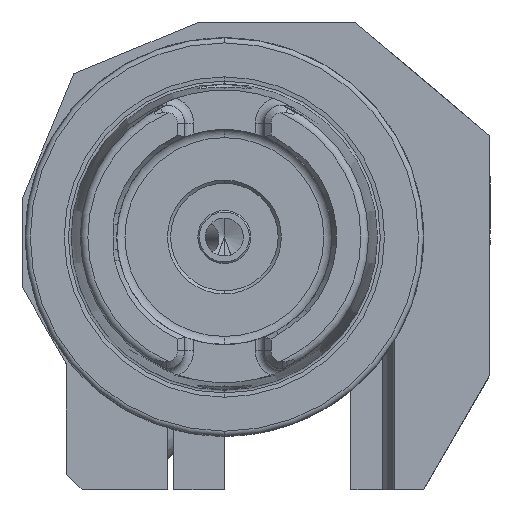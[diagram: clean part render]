
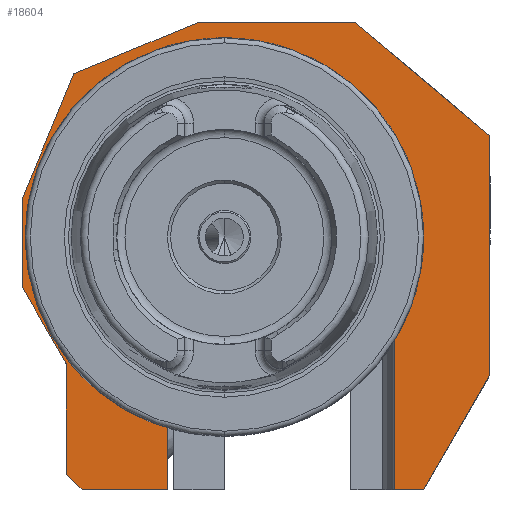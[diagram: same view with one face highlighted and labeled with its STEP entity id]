
A CAD part, left-side view. The second image highlights one B-rep face of the part: STEP entity #18604.
In plain terms, the highlighted planar face has unit normal (-1, 0, 0).
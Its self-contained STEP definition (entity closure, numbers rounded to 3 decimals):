
#287 = VERTEX_POINT ( 'NONE', #593 ) ;
#306 = EDGE_CURVE ( 'NONE', #1597, #12662, #18064, .T. ) ;
#593 = CARTESIAN_POINT ( 'NONE',  ( 8.5, 30., 0. ) ) ;
#1138 = AXIS2_PLACEMENT_3D ( 'NONE', #11038, #2628, #18994 ) ;
#1597 = VERTEX_POINT ( 'NONE', #33143 ) ;
#1740 = VERTEX_POINT ( 'NONE', #20676 ) ;
#1881 = CARTESIAN_POINT ( 'NONE',  ( 8.5, 4., 34. ) ) ;
#2007 = EDGE_CURVE ( 'NONE', #287, #2219, #11546, .T. ) ;
#2219 = VERTEX_POINT ( 'NONE', #19923 ) ;
#2628 = DIRECTION ( 'NONE',  ( -1., 0., 0. ) ) ;
#2758 = VECTOR ( 'NONE', #21788, 1000. ) ;
#2999 = VECTOR ( 'NONE', #12319, 1000. ) ;
#3027 = VERTEX_POINT ( 'NONE', #12295 ) ;
#3103 = DIRECTION ( 'NONE',  ( 0., 0., 1. ) ) ;
#3346 = ORIENTED_EDGE ( 'NONE', *, *, #2007, .F. ) ;
#3644 = ORIENTED_EDGE ( 'NONE', *, *, #21843, .F. ) ;
#4448 = ORIENTED_EDGE ( 'NONE', *, *, #25500, .F. ) ;
#4816 = VERTEX_POINT ( 'NONE', #20355 ) ;
#4819 = VECTOR ( 'NONE', #15452, 1000. ) ;
#4890 = EDGE_CURVE ( 'NONE', #3027, #24413, #32668, .T. ) ;
#5103 = AXIS2_PLACEMENT_3D ( 'NONE', #11426, #11305, #17016 ) ;
#5105 = VECTOR ( 'NONE', #26865, 1000. ) ;
#5154 = CARTESIAN_POINT ( 'NONE',  ( 8.5, 9., -15. ) ) ;
#5540 = VERTEX_POINT ( 'NONE', #30716 ) ;
#5591 = FACE_OUTER_BOUND ( 'NONE', #17863, .T. ) ;
#5725 = LINE ( 'NONE', #16457, #2758 ) ;
#5756 = CIRCLE ( 'NONE', #8492, 30. ) ;
#5820 = ORIENTED_EDGE ( 'NONE', *, *, #19930, .F. ) ;
#6266 = LINE ( 'NONE', #33948, #19431 ) ;
#7036 = CARTESIAN_POINT ( 'NONE',  ( 8.5, -26.826, -13.43 ) ) ;
#7214 = CARTESIAN_POINT ( 'NONE',  ( 8.5, -42., -21.813 ) ) ;
#7444 = CARTESIAN_POINT ( 'NONE',  ( 8.5, -31.5, -40. ) ) ;
#7687 = EDGE_CURVE ( 'NONE', #9391, #10500, #6266, .T. ) ;
#8460 = CARTESIAN_POINT ( 'NONE',  ( 8.5, -0.924, 34. ) ) ;
#8492 = AXIS2_PLACEMENT_3D ( 'NONE', #19617, #22367, #14315 ) ;
#8539 = EDGE_CURVE ( 'NONE', #4816, #10894, #11321, .T. ) ;
#8871 = DIRECTION ( 'NONE',  ( 0., 0.5, 0.866 ) ) ;
#9167 = DIRECTION ( 'NONE',  ( -1., 0., 0. ) ) ;
#9391 = VERTEX_POINT ( 'NONE', #26508 ) ;
#9590 = CARTESIAN_POINT ( 'NONE',  ( 8.5, 22.5, -40. ) ) ;
#9983 = EDGE_CURVE ( 'NONE', #12241, #23579, #29413, .T. ) ;
#10500 = VERTEX_POINT ( 'NONE', #1881 ) ;
#10568 = VECTOR ( 'NONE', #11823, 1000. ) ;
#10574 = DIRECTION ( 'NONE',  ( 0., 0., -1. ) ) ;
#10894 = VERTEX_POINT ( 'NONE', #7036 ) ;
#11038 = CARTESIAN_POINT ( 'NONE',  ( 8.5, 0., 0. ) ) ;
#11305 = DIRECTION ( 'NONE',  ( -1., 0., 0. ) ) ;
#11321 = LINE ( 'NONE', #19337, #20241 ) ;
#11383 = CARTESIAN_POINT ( 'NONE',  ( 8.5, 32., -7.876 ) ) ;
#11386 = ORIENTED_EDGE ( 'NONE', *, *, #16758, .F. ) ;
#11399 = CARTESIAN_POINT ( 'NONE',  ( 8.5, 9., -40. ) ) ;
#11426 = CARTESIAN_POINT ( 'NONE',  ( 8.5, 25.8, -20.214 ) ) ;
#11546 = CIRCLE ( 'NONE', #1138, 30. ) ;
#11823 = DIRECTION ( 'NONE',  ( 0., -0.766, -0.643 ) ) ;
#12241 = VERTEX_POINT ( 'NONE', #18606 ) ;
#12295 = CARTESIAN_POINT ( 'NONE',  ( 8.5, -20.548, 34. ) ) ;
#12319 = DIRECTION ( 'NONE',  ( 0., 0., 1. ) ) ;
#12528 = DIRECTION ( 'NONE',  ( 0., 0., 1. ) ) ;
#12662 = VERTEX_POINT ( 'NONE', #28897 ) ;
#12806 = DIRECTION ( 'NONE',  ( 0., -0.383, 0.924 ) ) ;
#12896 = CARTESIAN_POINT ( 'NONE',  ( 8.5, 0., 0. ) ) ;
#13612 = EDGE_CURVE ( 'NONE', #24413, #12241, #32703, .T. ) ;
#13655 = ORIENTED_EDGE ( 'NONE', *, *, #32711, .F. ) ;
#13917 = VERTEX_POINT ( 'NONE', #11399 ) ;
#14315 = DIRECTION ( 'NONE',  ( 0., -1., 0. ) ) ;
#14457 = AXIS2_PLACEMENT_3D ( 'NONE', #12896, #15619, #15260 ) ;
#14793 = CARTESIAN_POINT ( 'NONE',  ( 8.5, 25., -20.214 ) ) ;
#15103 = VECTOR ( 'NONE', #8871, 1000. ) ;
#15260 = DIRECTION ( 'NONE',  ( 0., -1., 0. ) ) ;
#15376 = CARTESIAN_POINT ( 'NONE',  ( 8.5, 25., -37.5 ) ) ;
#15432 = ORIENTED_EDGE ( 'NONE', *, *, #9983, .F. ) ;
#15452 = DIRECTION ( 'NONE',  ( 0., 0.5, -0.866 ) ) ;
#15547 = ORIENTED_EDGE ( 'NONE', *, *, #16235, .F. ) ;
#15619 = DIRECTION ( 'NONE',  ( -1., 0., 0. ) ) ;
#16235 = EDGE_CURVE ( 'NONE', #32362, #287, #5756, .T. ) ;
#16254 = EDGE_CURVE ( 'NONE', #10500, #3027, #29967, .T. ) ;
#16457 = CARTESIAN_POINT ( 'NONE',  ( 8.5, -31.5, -40. ) ) ;
#16758 = EDGE_CURVE ( 'NONE', #23579, #4816, #5725, .T. ) ;
#17016 = DIRECTION ( 'NONE',  ( 0., -1., 0. ) ) ;
#17074 = EDGE_CURVE ( 'NONE', #10894, #32362, #22268, .T. ) ;
#17355 = VECTOR ( 'NONE', #23310, 1000. ) ;
#17661 = CARTESIAN_POINT ( 'NONE',  ( 8.5, 32., -7.876 ) ) ;
#17725 = DIRECTION ( 'NONE',  ( 0., -0.924, 0.383 ) ) ;
#17794 = LINE ( 'NONE', #14793, #33893 ) ;
#17863 = EDGE_LOOP ( 'NONE', ( #20293, #23251, #11386, #15432, #20107, #22663, #32136, #31863, #33145, #4448, #33129, #13655, #22351, #5820, #3644, #27507, #3346, #15547 ) ) ;
#18064 = LINE ( 'NONE', #11383, #15103 ) ;
#18069 = LINE ( 'NONE', #19033, #24425 ) ;
#18125 = CARTESIAN_POINT ( 'NONE',  ( 8.5, -42., 16. ) ) ;
#18426 = CARTESIAN_POINT ( 'NONE',  ( 8.5, -42., 16. ) ) ;
#18473 = CARTESIAN_POINT ( 'NONE',  ( 8.5, 23.799, 25.799 ) ) ;
#18604 = ADVANCED_FACE ( 'NONE', ( #5591 ), #33490, .T. ) ;
#18606 = CARTESIAN_POINT ( 'NONE',  ( 8.5, -42., -21.813 ) ) ;
#18994 = DIRECTION ( 'NONE',  ( 0., -1., 0. ) ) ;
#19033 = CARTESIAN_POINT ( 'NONE',  ( 8.5, -31.5, -40. ) ) ;
#19337 = CARTESIAN_POINT ( 'NONE',  ( 8.5, -26.826, -15. ) ) ;
#19431 = VECTOR ( 'NONE', #17725, 1000. ) ;
#19503 = DIRECTION ( 'NONE',  ( 0., -1., 0. ) ) ;
#19617 = CARTESIAN_POINT ( 'NONE',  ( 8.5, 0., 0. ) ) ;
#19810 = EDGE_CURVE ( 'NONE', #5540, #24353, #17794, .T. ) ;
#19923 = CARTESIAN_POINT ( 'NONE',  ( 8.5, 9., -28.618 ) ) ;
#19930 = EDGE_CURVE ( 'NONE', #28394, #5540, #34763, .T. ) ;
#20107 = ORIENTED_EDGE ( 'NONE', *, *, #13612, .F. ) ;
#20241 = VECTOR ( 'NONE', #3103, 1000. ) ;
#20293 = ORIENTED_EDGE ( 'NONE', *, *, #17074, .F. ) ;
#20355 = CARTESIAN_POINT ( 'NONE',  ( 8.5, -26.826, -40. ) ) ;
#20380 = LINE ( 'NONE', #17661, #2999 ) ;
#20676 = CARTESIAN_POINT ( 'NONE',  ( 8.5, 32., 6. ) ) ;
#21002 = CIRCLE ( 'NONE', #5103, 0.8 ) ;
#21788 = DIRECTION ( 'NONE',  ( 0., 1., 0. ) ) ;
#21843 = EDGE_CURVE ( 'NONE', #13917, #28394, #18069, .T. ) ;
#21998 = DIRECTION ( 'NONE',  ( 0., 1., 0. ) ) ;
#22268 = CIRCLE ( 'NONE', #14457, 30. ) ;
#22351 = ORIENTED_EDGE ( 'NONE', *, *, #19810, .F. ) ;
#22367 = DIRECTION ( 'NONE',  ( -1., 0., 0. ) ) ;
#22663 = ORIENTED_EDGE ( 'NONE', *, *, #4890, .F. ) ;
#22779 = VECTOR ( 'NONE', #19503, 1000. ) ;
#23251 = ORIENTED_EDGE ( 'NONE', *, *, #8539, .F. ) ;
#23310 = DIRECTION ( 'NONE',  ( 0., 0.707, 0.707 ) ) ;
#23378 = LINE ( 'NONE', #5154, #5105 ) ;
#23579 = VERTEX_POINT ( 'NONE', #7444 ) ;
#24353 = VERTEX_POINT ( 'NONE', #31748 ) ;
#24357 = LINE ( 'NONE', #18473, #30709 ) ;
#24413 = VERTEX_POINT ( 'NONE', #18125 ) ;
#24425 = VECTOR ( 'NONE', #21998, 1000. ) ;
#25472 = CARTESIAN_POINT ( 'NONE',  ( 8.5, -20.548, 34. ) ) ;
#25500 = EDGE_CURVE ( 'NONE', #12662, #1740, #20380, .T. ) ;
#26508 = CARTESIAN_POINT ( 'NONE',  ( 8.5, 23.799, 25.799 ) ) ;
#26865 = DIRECTION ( 'NONE',  ( 0., 0., -1. ) ) ;
#27507 = ORIENTED_EDGE ( 'NONE', *, *, #29112, .F. ) ;
#27818 = EDGE_CURVE ( 'NONE', #1740, #9391, #24357, .T. ) ;
#28097 = AXIS2_PLACEMENT_3D ( 'NONE', #28293, #9167, #30898 ) ;
#28293 = CARTESIAN_POINT ( 'NONE',  ( 8.5, -5., -3. ) ) ;
#28394 = VERTEX_POINT ( 'NONE', #9590 ) ;
#28897 = CARTESIAN_POINT ( 'NONE',  ( 8.5, 32., -7.876 ) ) ;
#29112 = EDGE_CURVE ( 'NONE', #2219, #13917, #23378, .T. ) ;
#29413 = LINE ( 'NONE', #7214, #4819 ) ;
#29967 = LINE ( 'NONE', #8460, #22779 ) ;
#30709 = VECTOR ( 'NONE', #12806, 1000. ) ;
#30716 = CARTESIAN_POINT ( 'NONE',  ( 8.5, 25., -37.5 ) ) ;
#30898 = DIRECTION ( 'NONE',  ( 0., -1., 0. ) ) ;
#31748 = CARTESIAN_POINT ( 'NONE',  ( 8.5, 25., -20.214 ) ) ;
#31852 = VECTOR ( 'NONE', #10574, 1000. ) ;
#31863 = ORIENTED_EDGE ( 'NONE', *, *, #7687, .F. ) ;
#32136 = ORIENTED_EDGE ( 'NONE', *, *, #16254, .F. ) ;
#32362 = VERTEX_POINT ( 'NONE', #34917 ) ;
#32668 = LINE ( 'NONE', #25472, #10568 ) ;
#32703 = LINE ( 'NONE', #18426, #31852 ) ;
#32711 = EDGE_CURVE ( 'NONE', #24353, #1597, #21002, .T. ) ;
#33129 = ORIENTED_EDGE ( 'NONE', *, *, #306, .F. ) ;
#33143 = CARTESIAN_POINT ( 'NONE',  ( 8.5, 25.107, -19.814 ) ) ;
#33145 = ORIENTED_EDGE ( 'NONE', *, *, #27818, .F. ) ;
#33490 = PLANE ( 'NONE',  #28097 ) ;
#33893 = VECTOR ( 'NONE', #12528, 1000. ) ;
#33948 = CARTESIAN_POINT ( 'NONE',  ( 8.5, 4., 34. ) ) ;
#34763 = LINE ( 'NONE', #15376, #17355 ) ;
#34917 = CARTESIAN_POINT ( 'NONE',  ( 8.5, -30., 0. ) ) ;
